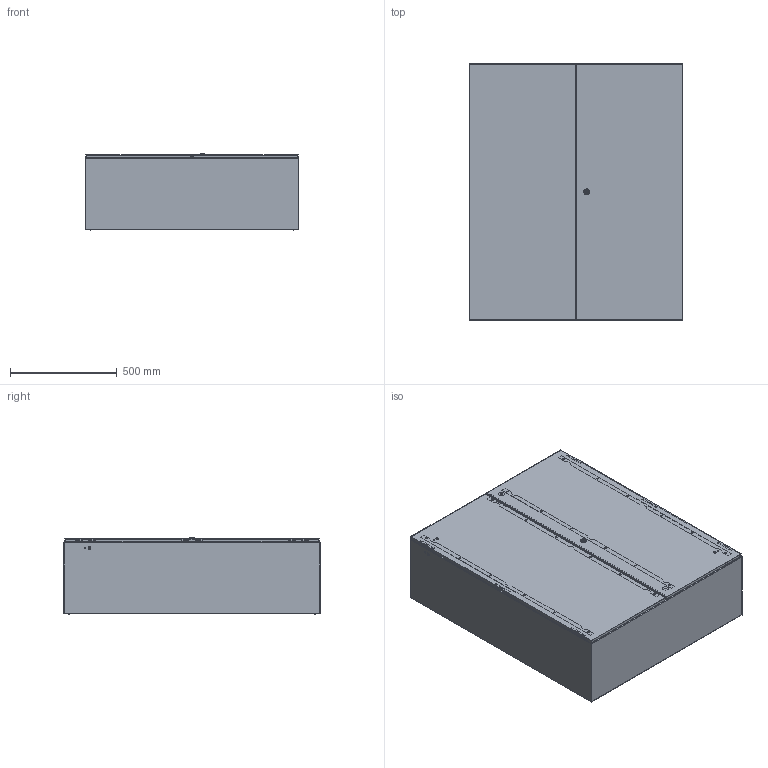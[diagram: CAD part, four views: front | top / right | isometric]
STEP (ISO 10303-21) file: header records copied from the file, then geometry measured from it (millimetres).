
FILE_DESCRIPTION (( 'STEP AP214' ), '1' );
FILE_NAME ('3351-1012-35-00.step', '2024-01-10T07:27:57', ( '' ), ( '' ), 'SwSTEP 2.0', 'SolidWorks 2019', '' );
FILE_SCHEMA (( 'AUTOMOTIVE_DESIGN' ));
Length unit declared in the file: millimetre
Products named in the file (6): Montageplattenbeipack_wgES_1012; Korpus_wgES_1012-35; 3351-1012-35-00; Tuer_gg_wgES_3351-1012-02-90; Tuer_lp_wgES_3351-1012-01-90; Tuer2_wgES_3351-1012-05-90
Assembly tree (5 placements, depth 3):
  3351-1012-35-00
    Korpus_wgES_1012-35
    Tuer2_wgES_3351-1012-05-90
      Tuer_gg_wgES_3351-1012-02-90
      Tuer_lp_wgES_3351-1012-01-90
    Montageplattenbeipack_wgES_1012
Bounding box: 1000 x 1200 x 356.5 mm (x, y, z)
Volume: 7369871.1 mm3; surface area: 8781667.6 mm2
Topology: 56 solids, 56 shells, 2787 faces, 6957 edges, 4494 vertices
Faces by surface type: plane 1435, cylinder 1194, cone 66, torus 60, sphere 32
Entity records: 89053 total; most frequent: CARTESIAN_POINT 15367, DIRECTION 15029, ORIENTED_EDGE 13818, EDGE_CURVE 6909, AXIS2_PLACEMENT_3D 5500, VERTEX_POINT 4470, VECTOR 4029, LINE 4029
